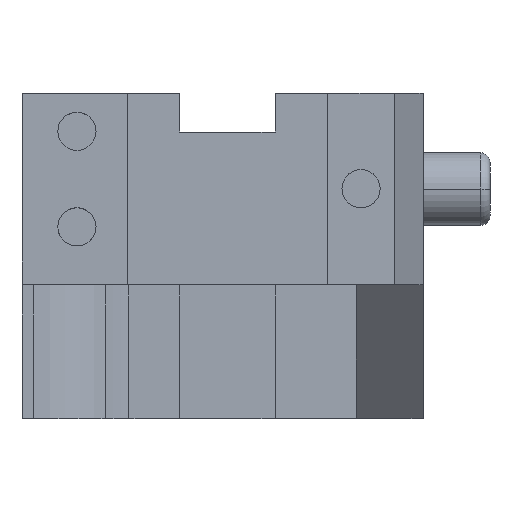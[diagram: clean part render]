
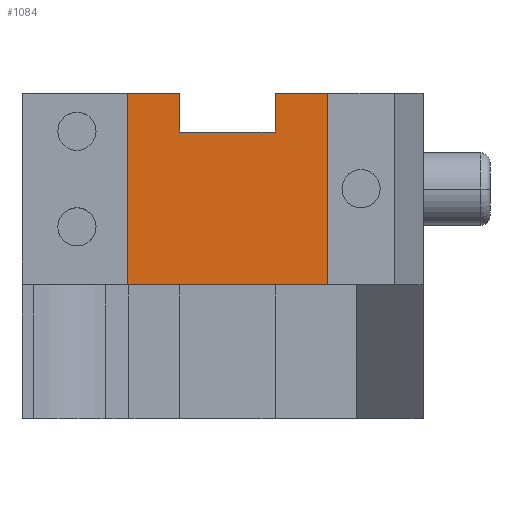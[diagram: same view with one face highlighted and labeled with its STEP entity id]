
A CAD part, top view. The second image highlights one B-rep face of the part: STEP entity #1084.
In plain terms, the highlighted planar face has unit normal (0, 0, 1).
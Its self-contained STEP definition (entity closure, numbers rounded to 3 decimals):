
#11 = CARTESIAN_POINT ( 'NONE',  ( 11., -20., -4. ) ) ;
#69 = VERTEX_POINT ( 'NONE', #1779 ) ;
#119 = LINE ( 'NONE', #1167, #1310 ) ;
#193 = VERTEX_POINT ( 'NONE', #1638 ) ;
#236 = DIRECTION ( 'NONE',  ( 0., 1., 0. ) ) ;
#318 = CARTESIAN_POINT ( 'NONE',  ( -10., -20., -4. ) ) ;
#375 = DIRECTION ( 'NONE',  ( 0., 1., 0. ) ) ;
#381 = EDGE_CURVE ( 'NONE', #1413, #1944, #424, .T. ) ;
#416 = EDGE_LOOP ( 'NONE', ( #1416, #3194, #3395, #3312, #2028, #2303, #2243, #2163, #1608, #1220, #2157, #2807 ) ) ;
#424 = LINE ( 'NONE', #2034, #3284 ) ;
#560 = LINE ( 'NONE', #318, #2564 ) ;
#576 = EDGE_CURVE ( 'NONE', #1893, #1040, #560, .T. ) ;
#609 = CARTESIAN_POINT ( 'NONE',  ( -10., -40., -4. ) ) ;
#628 = DIRECTION ( 'NONE',  ( 0., 1., 0. ) ) ;
#662 = CARTESIAN_POINT ( 'NONE',  ( 5.5, -20., -4. ) ) ;
#676 = EDGE_CURVE ( 'NONE', #2383, #1893, #1415, .T. ) ;
#678 = LINE ( 'NONE', #2994, #2438 ) ;
#685 = DIRECTION ( 'NONE',  ( 0., 0., -1. ) ) ;
#713 = DIRECTION ( 'NONE',  ( 1., 0., 0. ) ) ;
#782 = CARTESIAN_POINT ( 'NONE',  ( 21., -33., -4. ) ) ;
#798 = LINE ( 'NONE', #2976, #2477 ) ;
#821 = EDGE_CURVE ( 'NONE', #2383, #1853, #2081, .T. ) ;
#905 = DIRECTION ( 'NONE',  ( -1., 0., 0. ) ) ;
#1040 = VERTEX_POINT ( 'NONE', #11 ) ;
#1084 = ADVANCED_FACE ( 'NONE', ( #1987 ), #1480, .F. ) ;
#1097 = VECTOR ( 'NONE', #375, 1000. ) ;
#1167 = CARTESIAN_POINT ( 'NONE',  ( -10., -40., -4. ) ) ;
#1197 = DIRECTION ( 'NONE',  ( 1., 0., 0. ) ) ;
#1220 = ORIENTED_EDGE ( 'NONE', *, *, #676, .F. ) ;
#1257 = CARTESIAN_POINT ( 'NONE',  ( -4.5, -24., -4. ) ) ;
#1310 = VECTOR ( 'NONE', #1939, 1000. ) ;
#1328 = CARTESIAN_POINT ( 'NONE',  ( -10., -40., -4. ) ) ;
#1365 = DIRECTION ( 'NONE',  ( 1., 0., 0. ) ) ;
#1387 = CARTESIAN_POINT ( 'NONE',  ( -21.001, -27., -4. ) ) ;
#1413 = VERTEX_POINT ( 'NONE', #2639 ) ;
#1415 = LINE ( 'NONE', #2478, #2051 ) ;
#1416 = ORIENTED_EDGE ( 'NONE', *, *, #381, .F. ) ;
#1419 = VECTOR ( 'NONE', #1197, 1000. ) ;
#1480 = PLANE ( 'NONE',  #2496 ) ;
#1534 = VERTEX_POINT ( 'NONE', #3059 ) ;
#1581 = DIRECTION ( 'NONE',  ( 0., 1., 0. ) ) ;
#1608 = ORIENTED_EDGE ( 'NONE', *, *, #576, .F. ) ;
#1638 = CARTESIAN_POINT ( 'NONE',  ( 11., -40., -4. ) ) ;
#1701 = EDGE_CURVE ( 'NONE', #1853, #1944, #2538, .T. ) ;
#1733 = VECTOR ( 'NONE', #236, 1000. ) ;
#1774 = VECTOR ( 'NONE', #2045, 1000. ) ;
#1779 = CARTESIAN_POINT ( 'NONE',  ( 11., -33., -4. ) ) ;
#1808 = EDGE_CURVE ( 'NONE', #69, #2643, #2169, .T. ) ;
#1853 = VERTEX_POINT ( 'NONE', #2518 ) ;
#1893 = VERTEX_POINT ( 'NONE', #662 ) ;
#1933 = VERTEX_POINT ( 'NONE', #3331 ) ;
#1939 = DIRECTION ( 'NONE',  ( 1., 0., 0. ) ) ;
#1944 = VERTEX_POINT ( 'NONE', #2848 ) ;
#1987 = FACE_OUTER_BOUND ( 'NONE', #416, .T. ) ;
#2028 = ORIENTED_EDGE ( 'NONE', *, *, #1808, .T. ) ;
#2034 = CARTESIAN_POINT ( 'NONE',  ( -10., -20., -4. ) ) ;
#2045 = DIRECTION ( 'NONE',  ( -1., 0., 0. ) ) ;
#2051 = VECTOR ( 'NONE', #3343, 1000. ) ;
#2081 = LINE ( 'NONE', #1257, #1774 ) ;
#2114 = VERTEX_POINT ( 'NONE', #1328 ) ;
#2152 = LINE ( 'NONE', #2395, #2221 ) ;
#2157 = ORIENTED_EDGE ( 'NONE', *, *, #821, .T. ) ;
#2163 = ORIENTED_EDGE ( 'NONE', *, *, #3036, .T. ) ;
#2169 = LINE ( 'NONE', #3205, #3113 ) ;
#2221 = VECTOR ( 'NONE', #1581, 1000. ) ;
#2243 = ORIENTED_EDGE ( 'NONE', *, *, #3022, .F. ) ;
#2303 = ORIENTED_EDGE ( 'NONE', *, *, #2784, .F. ) ;
#2375 = DIRECTION ( 'NONE',  ( 1., 0., 0. ) ) ;
#2383 = VERTEX_POINT ( 'NONE', #3159 ) ;
#2395 = CARTESIAN_POINT ( 'NONE',  ( 11., -40., -4. ) ) ;
#2438 = VECTOR ( 'NONE', #628, 1000. ) ;
#2477 = VECTOR ( 'NONE', #3189, 1000. ) ;
#2478 = CARTESIAN_POINT ( 'NONE',  ( 5.5, -24., -4. ) ) ;
#2496 = AXIS2_PLACEMENT_3D ( 'NONE', #3048, #685, #905 ) ;
#2518 = CARTESIAN_POINT ( 'NONE',  ( -4.5, -24., -4. ) ) ;
#2538 = LINE ( 'NONE', #3335, #1733 ) ;
#2564 = VECTOR ( 'NONE', #1365, 1000. ) ;
#2607 = EDGE_CURVE ( 'NONE', #2114, #193, #119, .T. ) ;
#2639 = CARTESIAN_POINT ( 'NONE',  ( -10., -20., -4. ) ) ;
#2643 = VERTEX_POINT ( 'NONE', #782 ) ;
#2738 = LINE ( 'NONE', #609, #1097 ) ;
#2784 = EDGE_CURVE ( 'NONE', #1933, #2643, #798, .T. ) ;
#2807 = ORIENTED_EDGE ( 'NONE', *, *, #1701, .T. ) ;
#2848 = CARTESIAN_POINT ( 'NONE',  ( -4.5, -20., -4. ) ) ;
#2851 = EDGE_CURVE ( 'NONE', #193, #69, #2152, .T. ) ;
#2976 = CARTESIAN_POINT ( 'NONE',  ( 21., -33., -4. ) ) ;
#2994 = CARTESIAN_POINT ( 'NONE',  ( 11., -40., -4. ) ) ;
#3022 = EDGE_CURVE ( 'NONE', #1534, #1933, #3057, .T. ) ;
#3036 = EDGE_CURVE ( 'NONE', #1534, #1040, #678, .T. ) ;
#3048 = CARTESIAN_POINT ( 'NONE',  ( -10., -40., -4. ) ) ;
#3057 = LINE ( 'NONE', #1387, #1419 ) ;
#3059 = CARTESIAN_POINT ( 'NONE',  ( 11., -27., -4. ) ) ;
#3113 = VECTOR ( 'NONE', #2375, 1000. ) ;
#3159 = CARTESIAN_POINT ( 'NONE',  ( 5.5, -24., -4. ) ) ;
#3189 = DIRECTION ( 'NONE',  ( 0., -1., 0. ) ) ;
#3194 = ORIENTED_EDGE ( 'NONE', *, *, #3373, .F. ) ;
#3205 = CARTESIAN_POINT ( 'NONE',  ( -21.001, -33., -4. ) ) ;
#3284 = VECTOR ( 'NONE', #713, 1000. ) ;
#3312 = ORIENTED_EDGE ( 'NONE', *, *, #2851, .T. ) ;
#3331 = CARTESIAN_POINT ( 'NONE',  ( 21., -27., -4. ) ) ;
#3335 = CARTESIAN_POINT ( 'NONE',  ( -4.5, -24., -4. ) ) ;
#3343 = DIRECTION ( 'NONE',  ( 0., 1., 0. ) ) ;
#3373 = EDGE_CURVE ( 'NONE', #2114, #1413, #2738, .T. ) ;
#3395 = ORIENTED_EDGE ( 'NONE', *, *, #2607, .T. ) ;
